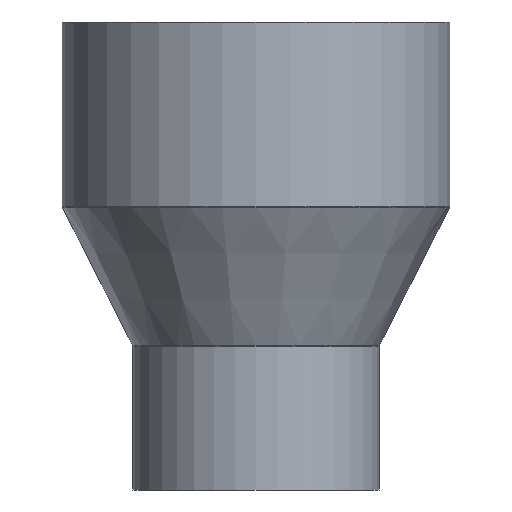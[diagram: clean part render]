
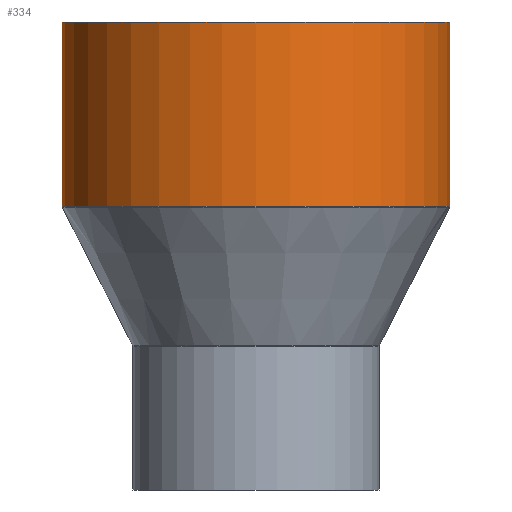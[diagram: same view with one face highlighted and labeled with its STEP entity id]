
A CAD part, front view. The second image highlights one B-rep face of the part: STEP entity #334.
In plain terms, the highlighted cylindrical face has radius 157.5 mm (diameter 315 mm), a partial arc.
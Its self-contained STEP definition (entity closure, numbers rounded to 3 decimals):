
#12 = AXIS2_PLACEMENT_3D ( 'NONE', #476, #520, #637 ) ;
#17 = LINE ( 'NONE', #356, #284 ) ;
#28 = AXIS2_PLACEMENT_3D ( 'NONE', #161, #652, #40 ) ;
#35 = DIRECTION ( 'NONE',  ( 0., 0., -1. ) ) ;
#40 = DIRECTION ( 'NONE',  ( -1., 0., 0. ) ) ;
#79 = VERTEX_POINT ( 'NONE', #489 ) ;
#133 = CARTESIAN_POINT ( 'NONE',  ( 157.5, 0., -16.533 ) ) ;
#161 = CARTESIAN_POINT ( 'NONE',  ( 0., 0., -16.533 ) ) ;
#184 = LINE ( 'NONE', #133, #426 ) ;
#202 = ORIENTED_EDGE ( 'NONE', *, *, #414, .T. ) ;
#224 = CIRCLE ( 'NONE', #12, 157.5 ) ;
#226 = VERTEX_POINT ( 'NONE', #422 ) ;
#251 = CARTESIAN_POINT ( 'NONE',  ( -157.5, 0., 196.281 ) ) ;
#274 = EDGE_CURVE ( 'NONE', #226, #523, #184, .T. ) ;
#284 = VECTOR ( 'NONE', #365, 1000. ) ;
#303 = DIRECTION ( 'NONE',  ( -1., 0., 0. ) ) ;
#334 = ADVANCED_FACE ( 'NONE', ( #440 ), #562, .T. ) ;
#342 = DIRECTION ( 'NONE',  ( 0., 0., -1. ) ) ;
#356 = CARTESIAN_POINT ( 'NONE',  ( -157.5, 0., -16.533 ) ) ;
#365 = DIRECTION ( 'NONE',  ( 0., 0., -1. ) ) ;
#406 = CIRCLE ( 'NONE', #534, 157.5 ) ;
#414 = EDGE_CURVE ( 'NONE', #226, #453, #406, .T. ) ;
#422 = CARTESIAN_POINT ( 'NONE',  ( 157.5, 0., 196.281 ) ) ;
#426 = VECTOR ( 'NONE', #35, 1000. ) ;
#440 = FACE_OUTER_BOUND ( 'NONE', #474, .T. ) ;
#453 = VERTEX_POINT ( 'NONE', #251 ) ;
#457 = ORIENTED_EDGE ( 'NONE', *, *, #274, .F. ) ;
#474 = EDGE_LOOP ( 'NONE', ( #457, #202, #612, #530 ) ) ;
#476 = CARTESIAN_POINT ( 'NONE',  ( 0., 0., 46.76 ) ) ;
#489 = CARTESIAN_POINT ( 'NONE',  ( -157.5, 0., 46.76 ) ) ;
#520 = DIRECTION ( 'NONE',  ( 0., 0., -1. ) ) ;
#523 = VERTEX_POINT ( 'NONE', #611 ) ;
#530 = ORIENTED_EDGE ( 'NONE', *, *, #654, .F. ) ;
#534 = AXIS2_PLACEMENT_3D ( 'NONE', #549, #342, #303 ) ;
#549 = CARTESIAN_POINT ( 'NONE',  ( 0., 0., 196.281 ) ) ;
#562 = CYLINDRICAL_SURFACE ( 'NONE', #28, 157.5 ) ;
#592 = EDGE_CURVE ( 'NONE', #453, #79, #17, .T. ) ;
#611 = CARTESIAN_POINT ( 'NONE',  ( 157.5, 0., 46.76 ) ) ;
#612 = ORIENTED_EDGE ( 'NONE', *, *, #592, .T. ) ;
#637 = DIRECTION ( 'NONE',  ( -1., 0., 0. ) ) ;
#652 = DIRECTION ( 'NONE',  ( 0., 0., -1. ) ) ;
#654 = EDGE_CURVE ( 'NONE', #523, #79, #224, .T. ) ;
